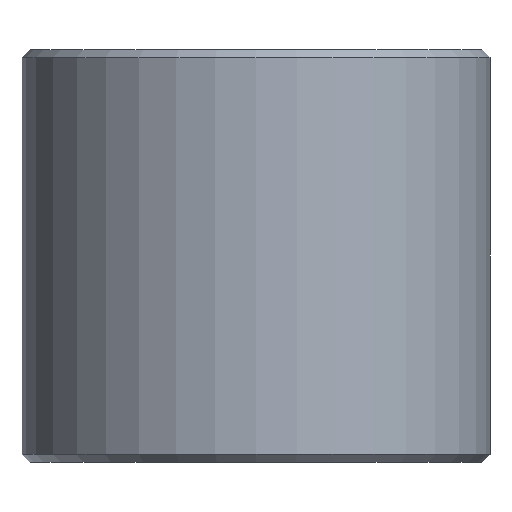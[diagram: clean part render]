
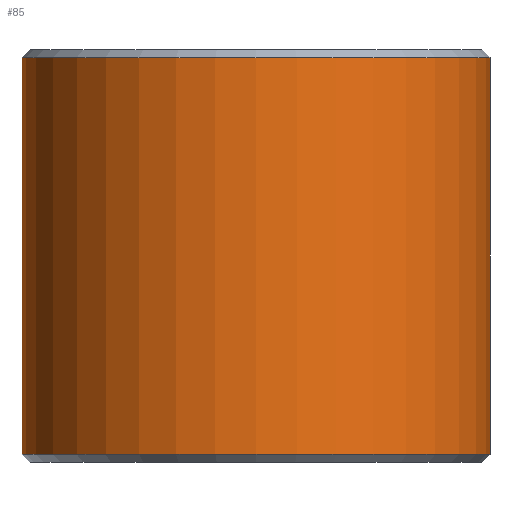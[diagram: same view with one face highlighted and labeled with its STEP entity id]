
A CAD part, front view. The second image highlights one B-rep face of the part: STEP entity #85.
In plain terms, the highlighted cylindrical face has radius 7.2 mm (diameter 14.4 mm), a partial arc.
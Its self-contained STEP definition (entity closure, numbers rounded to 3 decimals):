
#6 = CARTESIAN_POINT ( 'NONE',  ( 7.2, 0., 6.1 ) ) ;
#14 = DIRECTION ( 'NONE',  ( -1., 0., 0. ) ) ;
#26 = DIRECTION ( 'NONE',  ( 1., 0., 0. ) ) ;
#34 = CIRCLE ( 'NONE', #221, 7.2 ) ;
#47 = DIRECTION ( 'NONE',  ( 0., 0., -1. ) ) ;
#60 = DIRECTION ( 'NONE',  ( 0., 0., -1. ) ) ;
#61 = VERTEX_POINT ( 'NONE', #151 ) ;
#76 = AXIS2_PLACEMENT_3D ( 'NONE', #234, #47, #176 ) ;
#78 = AXIS2_PLACEMENT_3D ( 'NONE', #128, #60, #14 ) ;
#80 = EDGE_LOOP ( 'NONE', ( #195, #113, #222, #225 ) ) ;
#85 = ADVANCED_FACE ( 'NONE', ( #196 ), #89, .T. ) ;
#89 = CYLINDRICAL_SURFACE ( 'NONE', #78, 7.2 ) ;
#106 = VECTOR ( 'NONE', #213, 1000. ) ;
#113 = ORIENTED_EDGE ( 'NONE', *, *, #152, .T. ) ;
#114 = CARTESIAN_POINT ( 'NONE',  ( 0., 0., -6.1 ) ) ;
#117 = VERTEX_POINT ( 'NONE', #6 ) ;
#122 = LINE ( 'NONE', #191, #106 ) ;
#128 = CARTESIAN_POINT ( 'NONE',  ( 0., 0., 6.35 ) ) ;
#131 = VECTOR ( 'NONE', #179, 1000. ) ;
#132 = EDGE_CURVE ( 'NONE', #117, #61, #122, .T. ) ;
#134 = CARTESIAN_POINT ( 'NONE',  ( -7.2, 0., 6.1 ) ) ;
#139 = CARTESIAN_POINT ( 'NONE',  ( -7.2, 0., -6.1 ) ) ;
#151 = CARTESIAN_POINT ( 'NONE',  ( 7.2, 0., -6.1 ) ) ;
#152 = EDGE_CURVE ( 'NONE', #117, #228, #164, .T. ) ;
#154 = VERTEX_POINT ( 'NONE', #139 ) ;
#157 = CARTESIAN_POINT ( 'NONE',  ( -7.2, 0., 6.35 ) ) ;
#162 = DIRECTION ( 'NONE',  ( 0., 0., 1. ) ) ;
#164 = CIRCLE ( 'NONE', #76, 7.2 ) ;
#174 = EDGE_CURVE ( 'NONE', #154, #61, #34, .T. ) ;
#176 = DIRECTION ( 'NONE',  ( 1., 0., 0. ) ) ;
#179 = DIRECTION ( 'NONE',  ( 0., 0., -1. ) ) ;
#180 = EDGE_CURVE ( 'NONE', #228, #154, #192, .T. ) ;
#191 = CARTESIAN_POINT ( 'NONE',  ( 7.2, 0., 6.35 ) ) ;
#192 = LINE ( 'NONE', #157, #131 ) ;
#195 = ORIENTED_EDGE ( 'NONE', *, *, #132, .F. ) ;
#196 = FACE_OUTER_BOUND ( 'NONE', #80, .T. ) ;
#213 = DIRECTION ( 'NONE',  ( 0., 0., -1. ) ) ;
#221 = AXIS2_PLACEMENT_3D ( 'NONE', #114, #162, #26 ) ;
#222 = ORIENTED_EDGE ( 'NONE', *, *, #180, .T. ) ;
#225 = ORIENTED_EDGE ( 'NONE', *, *, #174, .T. ) ;
#228 = VERTEX_POINT ( 'NONE', #134 ) ;
#234 = CARTESIAN_POINT ( 'NONE',  ( 0., 0., 6.1 ) ) ;
